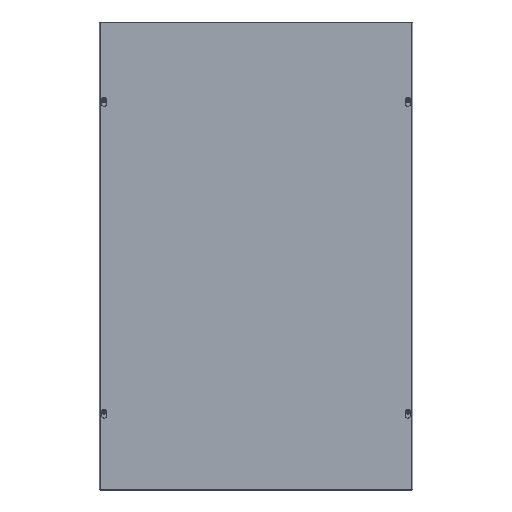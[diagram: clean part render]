
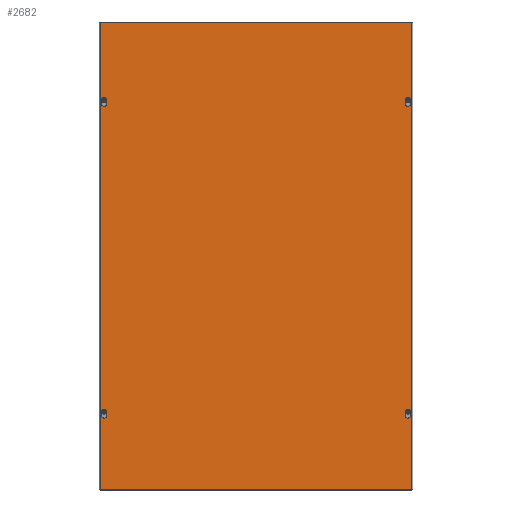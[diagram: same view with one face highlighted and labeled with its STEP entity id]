
A CAD part, top view. The second image highlights one B-rep face of the part: STEP entity #2682.
In plain terms, the highlighted planar face has unit normal (0, 0, 1).
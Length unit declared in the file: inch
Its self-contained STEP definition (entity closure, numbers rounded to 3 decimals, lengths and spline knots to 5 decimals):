
#197=PLANE('',#2899);
#364=LINE('',#4228,#584);
#368=LINE('',#4240,#588);
#372=LINE('',#4252,#592);
#376=LINE('',#4264,#596);
#380=LINE('',#4276,#600);
#384=LINE('',#4288,#604);
#388=LINE('',#4300,#608);
#392=LINE('',#4312,#612);
#394=LINE('',#4320,#614);
#398=LINE('',#4328,#618);
#401=LINE('',#4334,#621);
#404=LINE('',#4339,#624);
#584=VECTOR('',#3390,0.26996);
#588=VECTOR('',#3402,0.26996);
#592=VECTOR('',#3414,0.26996);
#596=VECTOR('',#3426,0.26996);
#600=VECTOR('',#3438,0.26996);
#604=VECTOR('',#3450,0.26996);
#608=VECTOR('',#3462,0.26996);
#612=VECTOR('',#3474,0.26996);
#614=VECTOR('',#3484,36.);
#618=VECTOR('',#3490,24.);
#621=VECTOR('',#3495,36.);
#624=VECTOR('',#3500,24.);
#693=FACE_BOUND('',#989,.T.);
#694=FACE_BOUND('',#990,.T.);
#695=FACE_BOUND('',#991,.T.);
#696=FACE_BOUND('',#992,.T.);
#697=FACE_BOUND('',#993,.T.);
#989=EDGE_LOOP('',(#2190,#2191,#2192,#2193));
#990=EDGE_LOOP('',(#2194,#2195,#2196,#2197));
#991=EDGE_LOOP('',(#2198,#2199,#2200,#2201));
#992=EDGE_LOOP('',(#2202,#2203,#2204,#2205));
#993=EDGE_LOOP('',(#2206,#2207,#2208,#2209));
#1079=CIRCLE('',#2865,0.203);
#1081=CIRCLE('',#2869,0.125);
#1083=CIRCLE('',#2873,0.203);
#1085=CIRCLE('',#2877,0.125);
#1087=CIRCLE('',#2881,0.203);
#1089=CIRCLE('',#2885,0.125);
#1091=CIRCLE('',#2889,0.203);
#1093=CIRCLE('',#2893,0.125);
#1242=VERTEX_POINT('',#4225);
#1243=VERTEX_POINT('',#4227);
#1245=VERTEX_POINT('',#4233);
#1247=VERTEX_POINT('',#4239);
#1250=VERTEX_POINT('',#4249);
#1251=VERTEX_POINT('',#4251);
#1253=VERTEX_POINT('',#4257);
#1255=VERTEX_POINT('',#4263);
#1258=VERTEX_POINT('',#4273);
#1259=VERTEX_POINT('',#4275);
#1261=VERTEX_POINT('',#4281);
#1263=VERTEX_POINT('',#4287);
#1266=VERTEX_POINT('',#4297);
#1267=VERTEX_POINT('',#4299);
#1269=VERTEX_POINT('',#4305);
#1271=VERTEX_POINT('',#4311);
#1272=VERTEX_POINT('',#4318);
#1273=VERTEX_POINT('',#4319);
#1276=VERTEX_POINT('',#4327);
#1278=VERTEX_POINT('',#4333);
#1544=EDGE_CURVE('',#1243,#1242,#364,.T.);
#1547=EDGE_CURVE('',#1245,#1243,#1079,.T.);
#1550=EDGE_CURVE('',#1247,#1245,#368,.T.);
#1553=EDGE_CURVE('',#1242,#1247,#1081,.T.);
#1556=EDGE_CURVE('',#1251,#1250,#372,.T.);
#1559=EDGE_CURVE('',#1253,#1251,#1083,.T.);
#1562=EDGE_CURVE('',#1255,#1253,#376,.T.);
#1565=EDGE_CURVE('',#1250,#1255,#1085,.T.);
#1568=EDGE_CURVE('',#1259,#1258,#380,.T.);
#1571=EDGE_CURVE('',#1261,#1259,#1087,.T.);
#1574=EDGE_CURVE('',#1263,#1261,#384,.T.);
#1577=EDGE_CURVE('',#1258,#1263,#1089,.T.);
#1580=EDGE_CURVE('',#1267,#1266,#388,.T.);
#1583=EDGE_CURVE('',#1269,#1267,#1091,.T.);
#1586=EDGE_CURVE('',#1271,#1269,#392,.T.);
#1589=EDGE_CURVE('',#1266,#1271,#1093,.T.);
#1590=EDGE_CURVE('',#1272,#1273,#394,.T.);
#1594=EDGE_CURVE('',#1273,#1276,#398,.T.);
#1597=EDGE_CURVE('',#1276,#1278,#401,.T.);
#1600=EDGE_CURVE('',#1278,#1272,#404,.T.);
#2190=ORIENTED_EDGE('',*,*,#1544,.T.);
#2191=ORIENTED_EDGE('',*,*,#1553,.T.);
#2192=ORIENTED_EDGE('',*,*,#1550,.T.);
#2193=ORIENTED_EDGE('',*,*,#1547,.T.);
#2194=ORIENTED_EDGE('',*,*,#1556,.T.);
#2195=ORIENTED_EDGE('',*,*,#1565,.T.);
#2196=ORIENTED_EDGE('',*,*,#1562,.T.);
#2197=ORIENTED_EDGE('',*,*,#1559,.T.);
#2198=ORIENTED_EDGE('',*,*,#1568,.T.);
#2199=ORIENTED_EDGE('',*,*,#1577,.T.);
#2200=ORIENTED_EDGE('',*,*,#1574,.T.);
#2201=ORIENTED_EDGE('',*,*,#1571,.T.);
#2202=ORIENTED_EDGE('',*,*,#1580,.T.);
#2203=ORIENTED_EDGE('',*,*,#1589,.T.);
#2204=ORIENTED_EDGE('',*,*,#1586,.T.);
#2205=ORIENTED_EDGE('',*,*,#1583,.T.);
#2206=ORIENTED_EDGE('',*,*,#1590,.F.);
#2207=ORIENTED_EDGE('',*,*,#1600,.F.);
#2208=ORIENTED_EDGE('',*,*,#1597,.F.);
#2209=ORIENTED_EDGE('',*,*,#1594,.F.);
#2682=ADVANCED_FACE('',(#693,#694,#695,#696,#697),#197,.T.);
#2865=AXIS2_PLACEMENT_3D('',#4234,#3396,#3397);
#2869=AXIS2_PLACEMENT_3D('',#4244,#3408,#3409);
#2873=AXIS2_PLACEMENT_3D('',#4258,#3420,#3421);
#2877=AXIS2_PLACEMENT_3D('',#4268,#3432,#3433);
#2881=AXIS2_PLACEMENT_3D('',#4282,#3444,#3445);
#2885=AXIS2_PLACEMENT_3D('',#4292,#3456,#3457);
#2889=AXIS2_PLACEMENT_3D('',#4306,#3468,#3469);
#2893=AXIS2_PLACEMENT_3D('',#4316,#3480,#3481);
#2899=AXIS2_PLACEMENT_3D('',#4342,#3504,#3505);
#3390=DIRECTION('',(0.278,0.961,0.));
#3396=DIRECTION('center_axis',(0.,0.,-1.));
#3397=DIRECTION('ref_axis',(-0.961,0.278,0.));
#3402=DIRECTION('',(0.278,-0.961,0.));
#3408=DIRECTION('center_axis',(0.,0.,-1.));
#3409=DIRECTION('ref_axis',(0.961,0.278,0.));
#3414=DIRECTION('',(0.278,0.961,0.));
#3420=DIRECTION('center_axis',(0.,0.,-1.));
#3421=DIRECTION('ref_axis',(-0.961,0.278,0.));
#3426=DIRECTION('',(0.278,-0.961,0.));
#3432=DIRECTION('center_axis',(0.,0.,-1.));
#3433=DIRECTION('ref_axis',(0.961,0.278,0.));
#3438=DIRECTION('',(0.278,0.961,0.));
#3444=DIRECTION('center_axis',(0.,0.,-1.));
#3445=DIRECTION('ref_axis',(-0.961,0.278,0.));
#3450=DIRECTION('',(0.278,-0.961,0.));
#3456=DIRECTION('center_axis',(0.,0.,-1.));
#3457=DIRECTION('ref_axis',(0.961,0.278,0.));
#3462=DIRECTION('',(0.278,0.961,0.));
#3468=DIRECTION('center_axis',(0.,0.,-1.));
#3469=DIRECTION('ref_axis',(-0.961,0.278,0.));
#3474=DIRECTION('',(0.278,-0.961,0.));
#3480=DIRECTION('center_axis',(0.,0.,-1.));
#3481=DIRECTION('ref_axis',(0.961,0.278,0.));
#3484=DIRECTION('',(0.,1.,0.));
#3490=DIRECTION('',(1.,0.,0.));
#3495=DIRECTION('',(0.,-1.,0.));
#3500=DIRECTION('',(-1.,0.,0.));
#3504=DIRECTION('center_axis',(0.,0.,1.));
#3505=DIRECTION('ref_axis',(1.,0.,0.));
#4225=CARTESIAN_POINT('',(23.56741,6.0347,0.074));
#4227=CARTESIAN_POINT('',(23.49248,5.77535,0.074));
#4228=CARTESIAN_POINT('',(24.71718,10.01403,0.074));
#4233=CARTESIAN_POINT('',(23.88252,5.77535,0.074));
#4234=CARTESIAN_POINT('Origin',(23.6875,5.719,0.074));
#4239=CARTESIAN_POINT('',(23.80759,6.0347,0.074));
#4240=CARTESIAN_POINT('',(21.79476,13.00108,0.074));
#4244=CARTESIAN_POINT('Origin',(23.6875,6.,0.074));
#4249=CARTESIAN_POINT('',(0.19241,6.0347,0.074));
#4251=CARTESIAN_POINT('',(0.11748,5.77535,0.074));
#4252=CARTESIAN_POINT('',(2.24271,13.13076,0.074));
#4257=CARTESIAN_POINT('',(0.50752,5.77535,0.074));
#4258=CARTESIAN_POINT('Origin',(0.3125,5.719,0.074));
#4263=CARTESIAN_POINT('',(0.43259,6.0347,0.074));
#4264=CARTESIAN_POINT('',(-0.67971,9.88436,0.074));
#4268=CARTESIAN_POINT('Origin',(0.3125,6.,0.074));
#4273=CARTESIAN_POINT('',(23.56741,30.0347,0.074));
#4275=CARTESIAN_POINT('',(23.49248,29.77535,0.074));
#4276=CARTESIAN_POINT('',(21.51712,22.93864,0.074));
#4281=CARTESIAN_POINT('',(23.88252,29.77535,0.074));
#4282=CARTESIAN_POINT('Origin',(23.6875,29.719,0.074));
#4287=CARTESIAN_POINT('',(23.80759,30.0347,0.074));
#4288=CARTESIAN_POINT('',(24.99482,25.92569,0.074));
#4292=CARTESIAN_POINT('Origin',(23.6875,30.,0.074));
#4297=CARTESIAN_POINT('',(0.19241,30.0347,0.074));
#4299=CARTESIAN_POINT('',(0.11748,29.77535,0.074));
#4300=CARTESIAN_POINT('',(-0.95735,26.05537,0.074));
#4305=CARTESIAN_POINT('',(0.50752,29.77535,0.074));
#4306=CARTESIAN_POINT('Origin',(0.3125,29.719,0.074));
#4311=CARTESIAN_POINT('',(0.43259,30.0347,0.074));
#4312=CARTESIAN_POINT('',(2.52035,22.80896,0.074));
#4316=CARTESIAN_POINT('Origin',(0.3125,30.,0.074));
#4318=CARTESIAN_POINT('',(0.,0.,0.074));
#4319=CARTESIAN_POINT('',(0.,36.,0.074));
#4320=CARTESIAN_POINT('',(0.,36.,0.074));
#4327=CARTESIAN_POINT('',(24.,36.,0.074));
#4328=CARTESIAN_POINT('',(24.,36.,0.074));
#4333=CARTESIAN_POINT('',(24.,0.,0.074));
#4334=CARTESIAN_POINT('',(24.,0.,0.074));
#4339=CARTESIAN_POINT('',(0.,0.,0.074));
#4342=CARTESIAN_POINT('Origin',(12.,18.,0.074));
